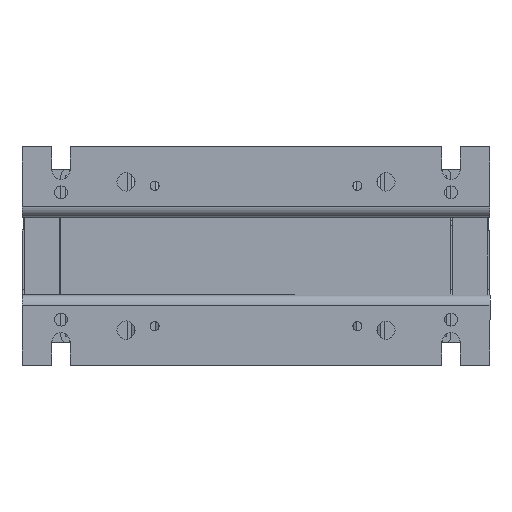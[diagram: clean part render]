
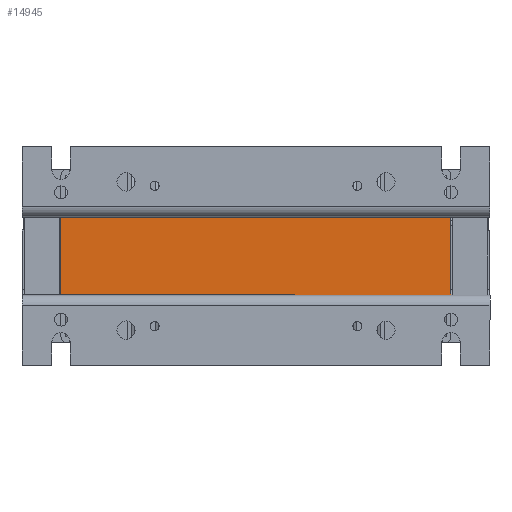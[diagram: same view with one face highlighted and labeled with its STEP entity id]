
A CAD part, front view. The second image highlights one B-rep face of the part: STEP entity #14945.
In plain terms, the highlighted planar face has unit normal (0, -1, 0).
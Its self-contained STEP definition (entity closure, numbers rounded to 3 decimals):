
#279=LINE('',#21570,#1993);
#284=LINE('',#21579,#1998);
#288=LINE('',#21587,#2002);
#289=LINE('',#21589,#2003);
#1993=VECTOR('',#17328,10.);
#1998=VECTOR('',#17335,10.);
#2002=VECTOR('',#17343,10.);
#2003=VECTOR('',#17346,10.);
#3694=PLANE('',#16021);
#4336=FACE_OUTER_BOUND('',#5132,.T.);
#5132=EDGE_LOOP('',(#10109,#10110,#10111,#10112));
#6416=VERTEX_POINT('',#21566);
#6418=VERTEX_POINT('',#21569);
#6420=VERTEX_POINT('',#21575);
#6423=VERTEX_POINT('',#21585);
#7883=EDGE_CURVE('',#6418,#6416,#279,.T.);
#7888=EDGE_CURVE('',#6420,#6418,#284,.T.);
#7892=EDGE_CURVE('',#6416,#6423,#288,.T.);
#7893=EDGE_CURVE('',#6423,#6420,#289,.T.);
#10109=ORIENTED_EDGE('',*,*,#7893,.T.);
#10110=ORIENTED_EDGE('',*,*,#7888,.T.);
#10111=ORIENTED_EDGE('',*,*,#7883,.T.);
#10112=ORIENTED_EDGE('',*,*,#7892,.T.);
#14945=ADVANCED_FACE('',(#4336),#3694,.T.);
#16021=AXIS2_PLACEMENT_3D('',#21588,#17344,#17345);
#17328=DIRECTION('',(1.,0.,0.));
#17335=DIRECTION('',(0.,0.,-1.));
#17343=DIRECTION('',(0.,0.,1.));
#17344=DIRECTION('center_axis',(0.,-1.,0.));
#17345=DIRECTION('ref_axis',(0.,0.,-1.));
#17346=DIRECTION('',(-1.,0.,0.));
#21566=CARTESIAN_POINT('',(75.,-75.,-15.));
#21569=CARTESIAN_POINT('',(-75.,-75.,-15.));
#21570=CARTESIAN_POINT('',(-75.,-75.,-15.));
#21575=CARTESIAN_POINT('',(-75.,-75.,15.));
#21579=CARTESIAN_POINT('',(-75.,-75.,0.));
#21585=CARTESIAN_POINT('',(75.,-75.,15.));
#21587=CARTESIAN_POINT('',(75.,-75.,0.));
#21588=CARTESIAN_POINT('Origin',(75.,-75.,0.));
#21589=CARTESIAN_POINT('',(-75.,-75.,15.));
